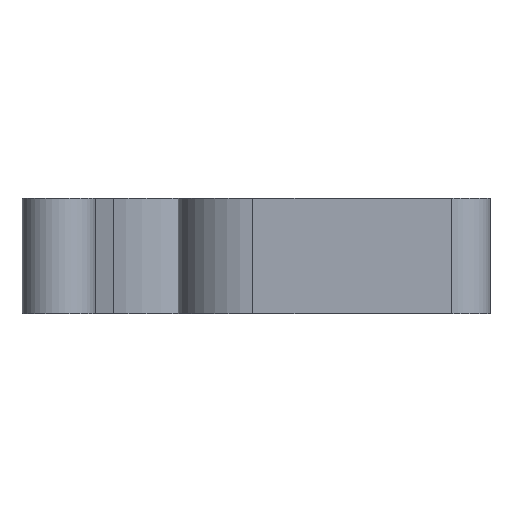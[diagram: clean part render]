
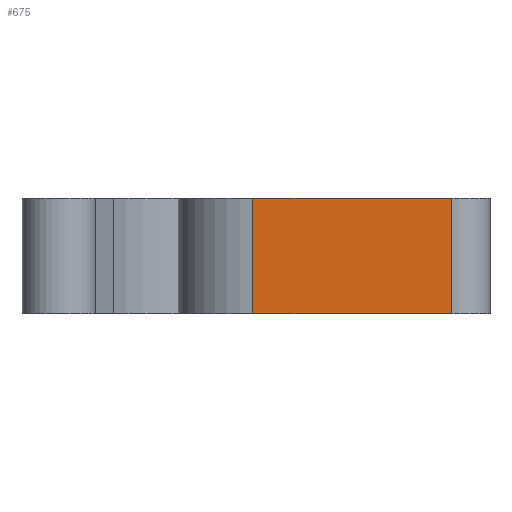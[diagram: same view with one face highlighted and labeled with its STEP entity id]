
A CAD part, front view. The second image highlights one B-rep face of the part: STEP entity #675.
In plain terms, the highlighted planar face has unit normal (-0.041, -0.999, 0).
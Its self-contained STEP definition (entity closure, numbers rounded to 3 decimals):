
#69=FACE_OUTER_BOUND('',#105,.T.);
#105=EDGE_LOOP('',(#469,#470,#471,#472));
#149=LINE('',#1033,#219);
#150=LINE('',#1037,#220);
#151=LINE('',#1039,#221);
#152=LINE('',#1040,#222);
#219=VECTOR('',#821,1000.);
#220=VECTOR('',#826,1000.);
#221=VECTOR('',#827,1000.);
#222=VECTOR('',#828,1000.);
#287=VERTEX_POINT('',#1030);
#288=VERTEX_POINT('',#1032);
#289=VERTEX_POINT('',#1036);
#290=VERTEX_POINT('',#1038);
#360=EDGE_CURVE('',#288,#287,#149,.T.);
#362=EDGE_CURVE('',#289,#287,#150,.T.);
#363=EDGE_CURVE('',#290,#289,#151,.T.);
#364=EDGE_CURVE('',#290,#288,#152,.T.);
#469=ORIENTED_EDGE('',*,*,#362,.F.);
#470=ORIENTED_EDGE('',*,*,#363,.F.);
#471=ORIENTED_EDGE('',*,*,#364,.T.);
#472=ORIENTED_EDGE('',*,*,#360,.T.);
#653=PLANE('',#729);
#675=ADVANCED_FACE('',(#69),#653,.T.);
#729=AXIS2_PLACEMENT_3D('',#1035,#824,#825);
#821=DIRECTION('',(0.,0.,-1.));
#824=DIRECTION('center_axis',(-0.041,-0.999,0.));
#825=DIRECTION('ref_axis',(0.999,-0.041,0.));
#826=DIRECTION('',(-0.999,0.041,0.));
#827=DIRECTION('',(0.,0.,-1.));
#828=DIRECTION('',(-0.999,0.041,0.));
#1030=CARTESIAN_POINT('',(-1.297,-44.883,0.));
#1032=CARTESIAN_POINT('',(-1.297,-44.883,47.));
#1033=CARTESIAN_POINT('',(-1.297,-44.883,47.));
#1035=CARTESIAN_POINT('Origin',(-1.297,-44.883,47.));
#1036=CARTESIAN_POINT('',(79.389,-48.197,0.));
#1037=CARTESIAN_POINT('',(-1.297,-44.883,0.));
#1038=CARTESIAN_POINT('',(79.389,-48.197,47.));
#1039=CARTESIAN_POINT('',(79.389,-48.197,47.));
#1040=CARTESIAN_POINT('',(-1.297,-44.883,47.));
